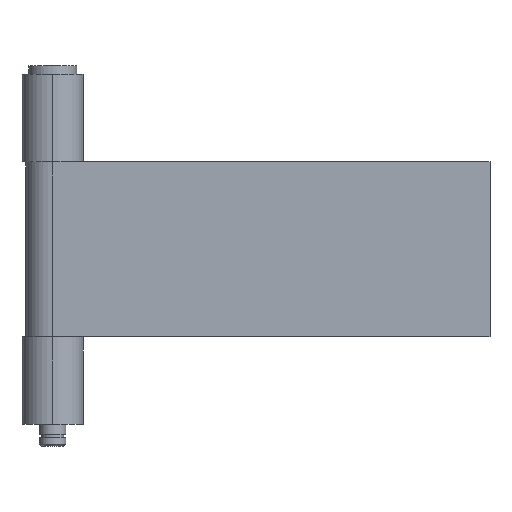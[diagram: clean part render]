
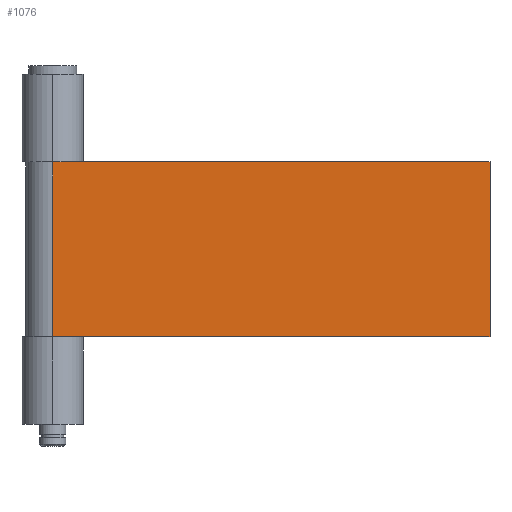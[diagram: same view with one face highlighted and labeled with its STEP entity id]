
A CAD part, top view. The second image highlights one B-rep face of the part: STEP entity #1076.
In plain terms, the highlighted face is planar.
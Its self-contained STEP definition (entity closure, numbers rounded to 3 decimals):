
#67 = CARTESIAN_POINT ( 'NONE',  ( 0., 40., -6.1 ) ) ;
#92 = DIRECTION ( 'NONE',  ( 0., -1., 0. ) ) ;
#93 = VECTOR ( 'NONE', #92, 1000. ) ;
#94 = CARTESIAN_POINT ( 'NONE',  ( 0., 40., -6.1 ) ) ;
#95 = LINE ( 'NONE', #94, #93 ) ;
#115 = LINE ( 'NONE', #177, #176 ) ;
#130 = CARTESIAN_POINT ( 'NONE',  ( 100., 0., -6.1 ) ) ;
#131 = DIRECTION ( 'NONE',  ( -1., 0., 0. ) ) ;
#132 = VECTOR ( 'NONE', #131, 1000. ) ;
#133 = CARTESIAN_POINT ( 'NONE',  ( 0., 0., -6.1 ) ) ;
#134 = LINE ( 'NONE', #133, #132 ) ;
#170 = CARTESIAN_POINT ( 'NONE',  ( 100., 40., -6.1 ) ) ;
#175 = DIRECTION ( 'NONE',  ( -1., 0., 0. ) ) ;
#176 = VECTOR ( 'NONE', #175, 1000. ) ;
#177 = CARTESIAN_POINT ( 'NONE',  ( 0., 40., -6.1 ) ) ;
#230 = CARTESIAN_POINT ( 'NONE',  ( 0., 0., -6.1 ) ) ;
#284 = DIRECTION ( 'NONE',  ( 1., 0., 0. ) ) ;
#285 = DIRECTION ( 'NONE',  ( 0., 0., 1. ) ) ;
#286 = CARTESIAN_POINT ( 'NONE',  ( 0., 40., -6.1 ) ) ;
#287 = AXIS2_PLACEMENT_3D ( 'NONE', #286, #285, #284 ) ;
#288 = PLANE ( 'NONE',  #287 ) ;
#289 = FACE_OUTER_BOUND ( 'NONE', #1170, .T. ) ;
#294 = DIRECTION ( 'NONE',  ( 0., -1., 0. ) ) ;
#295 = VECTOR ( 'NONE', #294, 1000. ) ;
#296 = CARTESIAN_POINT ( 'NONE',  ( 100., 40., -6.1 ) ) ;
#297 = LINE ( 'NONE', #296, #295 ) ;
#936 = VERTEX_POINT ( 'NONE', #67 ) ;
#957 = EDGE_CURVE ( 'NONE', #936, #1022, #95, .T. ) ;
#971 = EDGE_CURVE ( 'NONE', #972, #1022, #134, .T. ) ;
#972 = VERTEX_POINT ( 'NONE', #130 ) ;
#982 = EDGE_CURVE ( 'NONE', #986, #936, #115, .T. ) ;
#986 = VERTEX_POINT ( 'NONE', #170 ) ;
#1022 = VERTEX_POINT ( 'NONE', #230 ) ;
#1026 = ORIENTED_EDGE ( 'NONE', *, *, #971, .T. ) ;
#1047 = ORIENTED_EDGE ( 'NONE', *, *, #982, .F. ) ;
#1073 = EDGE_CURVE ( 'NONE', #986, #972, #297, .T. ) ;
#1076 = ADVANCED_FACE ( 'NONE', ( #289 ), #288, .F. ) ;
#1113 = ORIENTED_EDGE ( 'NONE', *, *, #1073, .T. ) ;
#1143 = ORIENTED_EDGE ( 'NONE', *, *, #957, .F. ) ;
#1170 = EDGE_LOOP ( 'NONE', ( #1026, #1143, #1047, #1113 ) ) ;
